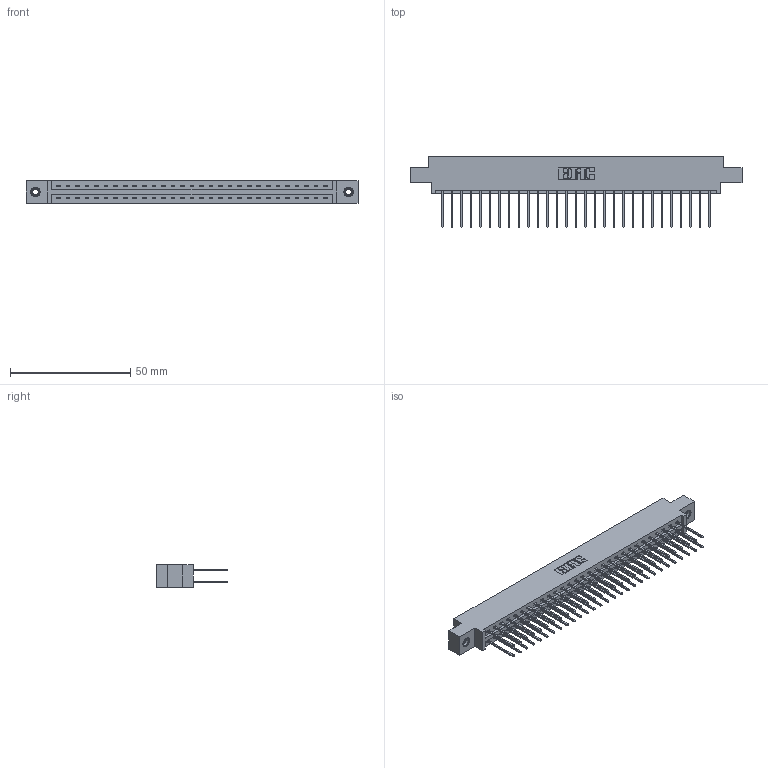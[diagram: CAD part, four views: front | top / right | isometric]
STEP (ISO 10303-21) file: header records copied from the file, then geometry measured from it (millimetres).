
FILE_DESCRIPTION (( 'STEP AP203' ), '1' );
FILE_NAME ('387-058-540-807.STEP', '2019-10-19T09:05:59', ( '' ), ( '' ), 'SwSTEP 2.0', 'SolidWorks 2016', '' );
FILE_SCHEMA (( 'CONFIG_CONTROL_DESIGN' ));
Length unit declared in the file: inch
Products named in the file (4): 337 Part_0.170 Offset - 0.156 Dia-TI; 345-250-001_345-250-005-103; 345-292-001_345-293-140; 387-058-540-807
Assembly tree (61 placements, depth 2):
  387-058-540-807
    337 Part_0.170 Offset - 0.156 Dia-TI
    345-292-001_345-293-140  x58
    345-250-001_345-250-005-103  x2
Bounding box: 137.92 x 29.47 x 9.4 mm (x, y, z)
Volume: 14451.1 mm3; surface area: 17441.4 mm2
Topology: 61 solids, 61 shells, 3310 faces, 9797 edges, 6446 vertices
Faces by surface type: plane 2310, cylinder 984, cone 12, torus 4
Entity records: 25502 total; most frequent: CARTESIAN_POINT 4289, ORIENTED_EDGE 4218, DIRECTION 3703, EDGE_CURVE 2109, VECTOR 1961, LINE 1961, VERTEX_POINT 1400, AXIS2_PLACEMENT_3D 871
